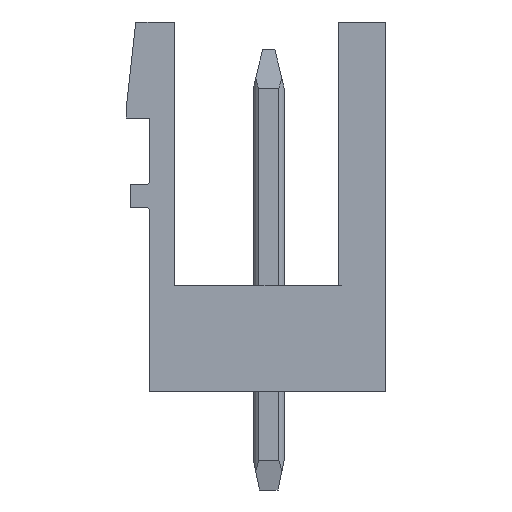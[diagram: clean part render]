
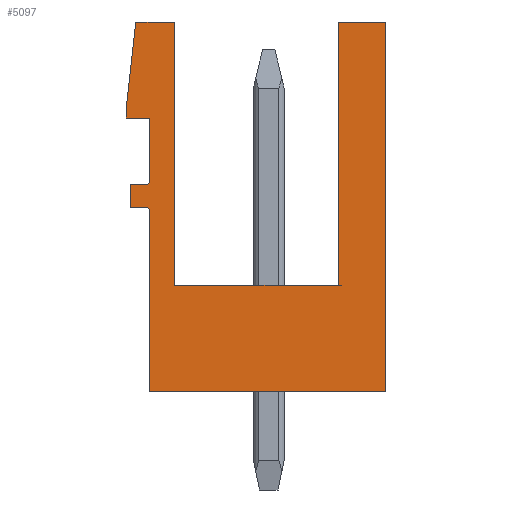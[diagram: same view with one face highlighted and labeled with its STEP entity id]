
A CAD part, left-side view. The second image highlights one B-rep face of the part: STEP entity #5097.
In plain terms, the highlighted planar face has unit normal (-1, 0, 0).
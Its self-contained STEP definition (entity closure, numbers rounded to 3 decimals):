
#3349=AXIS2_PLACEMENT_3D('Circle Axis2P3D',#3347,#3348,$) ;
#3473=AXIS2_PLACEMENT_3D('Circle Axis2P3D',#3471,#3472,$) ;
#5052=AXIS2_PLACEMENT_3D('Plane Axis2P3D',#5049,#5050,#5051) ;
#49=CARTESIAN_POINT('Vertex',(0.,0.,15.2)) ;
#52=CARTESIAN_POINT('Line Origine',(0.,0.,9.2)) ;
#56=CARTESIAN_POINT('Vertex',(0.,0.,3.2)) ;
#89=CARTESIAN_POINT('Vertex',(0.,8.12,15.2)) ;
#92=CARTESIAN_POINT('Line Origine',(0.,7.49,15.2)) ;
#96=CARTESIAN_POINT('Vertex',(0.,6.86,15.2)) ;
#1759=CARTESIAN_POINT('Line Origine',(0.,0.77,15.2)) ;
#1763=CARTESIAN_POINT('Vertex',(0.,1.54,15.2)) ;
#2347=CARTESIAN_POINT('Vertex',(0.,8.43,12.08)) ;
#2350=CARTESIAN_POINT('Line Origine',(0.,8.43,12.24)) ;
#2354=CARTESIAN_POINT('Vertex',(0.,8.43,12.4)) ;
#2707=CARTESIAN_POINT('Vertex',(0.,7.68,12.08)) ;
#2710=CARTESIAN_POINT('Line Origine',(0.,8.055,12.08)) ;
#3202=CARTESIAN_POINT('Vertex',(0.,7.68,10.03)) ;
#3205=CARTESIAN_POINT('Line Origine',(0.,7.68,11.055)) ;
#3344=CARTESIAN_POINT('Vertex',(0.,7.78,9.93)) ;
#3347=CARTESIAN_POINT('Axis2P3D Location',(0.,7.78,10.03)) ;
#3375=CARTESIAN_POINT('Vertex',(0.,8.3,9.93)) ;
#3378=CARTESIAN_POINT('Line Origine',(0.,8.04,9.93)) ;
#3406=CARTESIAN_POINT('Vertex',(0.,8.3,9.18)) ;
#3409=CARTESIAN_POINT('Line Origine',(0.,8.3,9.555)) ;
#3437=CARTESIAN_POINT('Vertex',(0.,7.78,9.18)) ;
#3440=CARTESIAN_POINT('Line Origine',(0.,8.04,9.18)) ;
#3468=CARTESIAN_POINT('Vertex',(0.,7.68,9.08)) ;
#3471=CARTESIAN_POINT('Axis2P3D Location',(0.,7.78,9.08)) ;
#3494=CARTESIAN_POINT('Vertex',(0.,7.68,3.2)) ;
#3497=CARTESIAN_POINT('Line Origine',(0.,7.68,6.14)) ;
#3519=CARTESIAN_POINT('Line Origine',(0.,3.84,3.2)) ;
#5049=CARTESIAN_POINT('Axis2P3D Location',(0.,0.,0.)) ;
#5054=CARTESIAN_POINT('Line Origine',(0.,8.275,13.8)) ;
#5059=CARTESIAN_POINT('Line Origine',(0.,1.54,10.925)) ;
#5063=CARTESIAN_POINT('Vertex',(0.,1.54,6.65)) ;
#5066=CARTESIAN_POINT('Line Origine',(0.,4.2,6.65)) ;
#5070=CARTESIAN_POINT('Vertex',(0.,6.86,6.65)) ;
#5073=CARTESIAN_POINT('Line Origine',(0.,6.86,10.925)) ;
#53=DIRECTION('Vector Direction',(0.,0.,1.)) ;
#93=DIRECTION('Vector Direction',(0.,-1.,0.)) ;
#1760=DIRECTION('Vector Direction',(0.,-1.,0.)) ;
#2351=DIRECTION('Vector Direction',(0.,0.,1.)) ;
#2711=DIRECTION('Vector Direction',(0.,1.,0.)) ;
#3206=DIRECTION('Vector Direction',(0.,0.,1.)) ;
#3348=DIRECTION('Axis2P3D Direction',(-1.,0.,0.)) ;
#3379=DIRECTION('Vector Direction',(0.,-1.,0.)) ;
#3410=DIRECTION('Vector Direction',(0.,0.,1.)) ;
#3441=DIRECTION('Vector Direction',(0.,1.,0.)) ;
#3472=DIRECTION('Axis2P3D Direction',(-1.,0.,0.)) ;
#3498=DIRECTION('Vector Direction',(0.,0.,-1.)) ;
#3520=DIRECTION('Vector Direction',(0.,1.,0.)) ;
#5050=DIRECTION('Axis2P3D Direction',(-1.,0.,0.)) ;
#5051=DIRECTION('Axis2P3D XDirection',(0.,0.,1.)) ;
#5055=DIRECTION('Vector Direction',(0.,-0.11,0.994)) ;
#5060=DIRECTION('Vector Direction',(0.,0.,-1.)) ;
#5067=DIRECTION('Vector Direction',(0.,-1.,0.)) ;
#5074=DIRECTION('Vector Direction',(0.,0.,-1.)) ;
#54=VECTOR('Line Direction',#53,1.) ;
#94=VECTOR('Line Direction',#93,1.) ;
#1761=VECTOR('Line Direction',#1760,1.) ;
#2352=VECTOR('Line Direction',#2351,1.) ;
#2712=VECTOR('Line Direction',#2711,1.) ;
#3207=VECTOR('Line Direction',#3206,1.) ;
#3380=VECTOR('Line Direction',#3379,1.) ;
#3411=VECTOR('Line Direction',#3410,1.) ;
#3442=VECTOR('Line Direction',#3441,1.) ;
#3499=VECTOR('Line Direction',#3498,1.) ;
#3521=VECTOR('Line Direction',#3520,1.) ;
#5056=VECTOR('Line Direction',#5055,1.) ;
#5061=VECTOR('Line Direction',#5060,1.) ;
#5068=VECTOR('Line Direction',#5067,1.) ;
#5075=VECTOR('Line Direction',#5074,1.) ;
#5079=ORIENTED_EDGE('',*,*,#98,.T.) ;
#5080=ORIENTED_EDGE('',*,*,#5058,.F.) ;
#5081=ORIENTED_EDGE('',*,*,#2356,.T.) ;
#5082=ORIENTED_EDGE('',*,*,#2714,.T.) ;
#5083=ORIENTED_EDGE('',*,*,#3209,.T.) ;
#5084=ORIENTED_EDGE('',*,*,#3351,.T.) ;
#5085=ORIENTED_EDGE('',*,*,#3382,.T.) ;
#5086=ORIENTED_EDGE('',*,*,#3413,.T.) ;
#5087=ORIENTED_EDGE('',*,*,#3444,.T.) ;
#5088=ORIENTED_EDGE('',*,*,#3475,.T.) ;
#5089=ORIENTED_EDGE('',*,*,#3501,.T.) ;
#5090=ORIENTED_EDGE('',*,*,#3523,.T.) ;
#5091=ORIENTED_EDGE('',*,*,#58,.T.) ;
#5092=ORIENTED_EDGE('',*,*,#1765,.T.) ;
#5093=ORIENTED_EDGE('',*,*,#5065,.T.) ;
#5094=ORIENTED_EDGE('',*,*,#5072,.F.) ;
#5095=ORIENTED_EDGE('',*,*,#5077,.F.) ;
#5097=ADVANCED_FACE('HOUSING',(#5096),#5053,.T.) ;
#3350=CIRCLE('generated circle',#3349,0.1) ;
#3474=CIRCLE('generated circle',#3473,0.1) ;
#58=EDGE_CURVE('',#57,#50,#55,.T.) ;
#98=EDGE_CURVE('',#97,#90,#95,.F.) ;
#1765=EDGE_CURVE('',#50,#1764,#1762,.F.) ;
#2356=EDGE_CURVE('',#2355,#2348,#2353,.F.) ;
#2714=EDGE_CURVE('',#2348,#2708,#2713,.F.) ;
#3209=EDGE_CURVE('',#2708,#3203,#3208,.F.) ;
#3351=EDGE_CURVE('',#3203,#3345,#3350,.F.) ;
#3382=EDGE_CURVE('',#3345,#3376,#3381,.F.) ;
#3413=EDGE_CURVE('',#3376,#3407,#3412,.F.) ;
#3444=EDGE_CURVE('',#3407,#3438,#3443,.F.) ;
#3475=EDGE_CURVE('',#3438,#3469,#3474,.F.) ;
#3501=EDGE_CURVE('',#3469,#3495,#3500,.T.) ;
#3523=EDGE_CURVE('',#3495,#57,#3522,.F.) ;
#5058=EDGE_CURVE('',#2355,#90,#5057,.T.) ;
#5065=EDGE_CURVE('',#1764,#5064,#5062,.T.) ;
#5072=EDGE_CURVE('',#5071,#5064,#5069,.T.) ;
#5077=EDGE_CURVE('',#97,#5071,#5076,.T.) ;
#5078=EDGE_LOOP('',(#5079,#5080,#5081,#5082,#5083,#5084,#5085,#5086,#5087,#5088,#5089,#5090,#5091,#5092,#5093,#5094,#5095)) ;
#5096=FACE_OUTER_BOUND('',#5078,.T.) ;
#55=LINE('Line',#52,#54) ;
#95=LINE('Line',#92,#94) ;
#1762=LINE('Line',#1759,#1761) ;
#2353=LINE('Line',#2350,#2352) ;
#2713=LINE('Line',#2710,#2712) ;
#3208=LINE('Line',#3205,#3207) ;
#3381=LINE('Line',#3378,#3380) ;
#3412=LINE('Line',#3409,#3411) ;
#3443=LINE('Line',#3440,#3442) ;
#3500=LINE('Line',#3497,#3499) ;
#3522=LINE('Line',#3519,#3521) ;
#5057=LINE('Line',#5054,#5056) ;
#5062=LINE('Line',#5059,#5061) ;
#5069=LINE('Line',#5066,#5068) ;
#5076=LINE('Line',#5073,#5075) ;
#5053=PLANE('',#5052) ;
#50=VERTEX_POINT('',#49) ;
#57=VERTEX_POINT('',#56) ;
#90=VERTEX_POINT('',#89) ;
#97=VERTEX_POINT('',#96) ;
#1764=VERTEX_POINT('',#1763) ;
#2348=VERTEX_POINT('',#2347) ;
#2355=VERTEX_POINT('',#2354) ;
#2708=VERTEX_POINT('',#2707) ;
#3203=VERTEX_POINT('',#3202) ;
#3345=VERTEX_POINT('',#3344) ;
#3376=VERTEX_POINT('',#3375) ;
#3407=VERTEX_POINT('',#3406) ;
#3438=VERTEX_POINT('',#3437) ;
#3469=VERTEX_POINT('',#3468) ;
#3495=VERTEX_POINT('',#3494) ;
#5064=VERTEX_POINT('',#5063) ;
#5071=VERTEX_POINT('',#5070) ;
